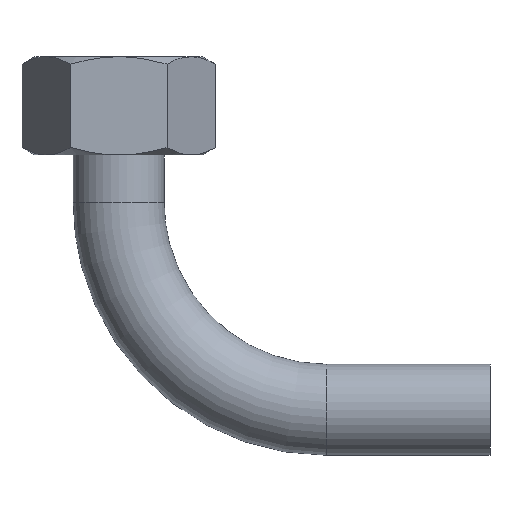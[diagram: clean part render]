
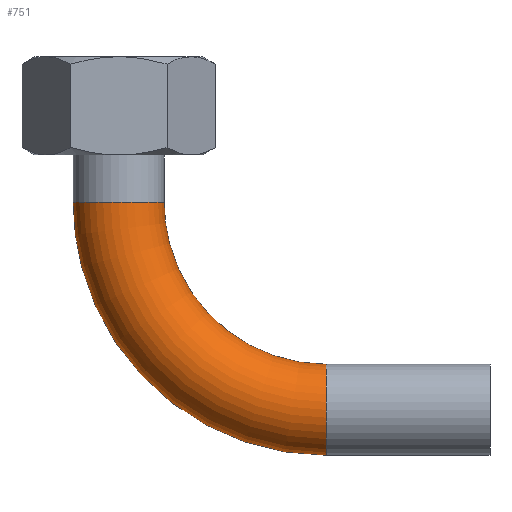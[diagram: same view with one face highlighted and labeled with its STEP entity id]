
A CAD part, left-side view. The second image highlights one B-rep face of the part: STEP entity #751.
In plain terms, the highlighted toroidal (fillet/blend) face has major radius 57 mm and minor radius 12.5 mm.
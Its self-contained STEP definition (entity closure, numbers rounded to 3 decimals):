
#34=TOROIDAL_SURFACE('',#820,57.,12.5);
#76=CIRCLE('',#801,12.5);
#82=CIRCLE('',#821,12.5);
#197=ORIENTED_EDGE('',*,*,#262,.T.);
#198=ORIENTED_EDGE('',*,*,#246,.T.);
#246=EDGE_CURVE('',#298,#298,#76,.T.);
#262=EDGE_CURVE('',#304,#304,#82,.T.);
#298=VERTEX_POINT('',#1131);
#304=VERTEX_POINT('',#1181);
#379=EDGE_LOOP('',(#197));
#380=EDGE_LOOP('',(#198));
#435=FACE_BOUND('',#379,.T.);
#436=FACE_BOUND('',#380,.T.);
#751=ADVANCED_FACE('',(#435,#436),#34,.T.);
#801=AXIS2_PLACEMENT_3D('',#1130,#911,#912);
#820=AXIS2_PLACEMENT_3D('',#1179,#955,#956);
#821=AXIS2_PLACEMENT_3D('',#1180,#957,#958);
#911=DIRECTION('',(0.,0.,-1.));
#912=DIRECTION('',(-1.,0.,0.));
#955=DIRECTION('',(1.,0.,0.));
#956=DIRECTION('',(0.,0.,-1.));
#957=DIRECTION('',(0.,1.,0.));
#958=DIRECTION('',(1.,0.,0.));
#1130=CARTESIAN_POINT('',(0.,0.,-37.));
#1131=CARTESIAN_POINT('',(-12.5,0.,-37.));
#1179=CARTESIAN_POINT('',(0.,-57.,-37.));
#1180=CARTESIAN_POINT('',(0.,-57.,-94.));
#1181=CARTESIAN_POINT('',(12.5,-57.,-94.));
